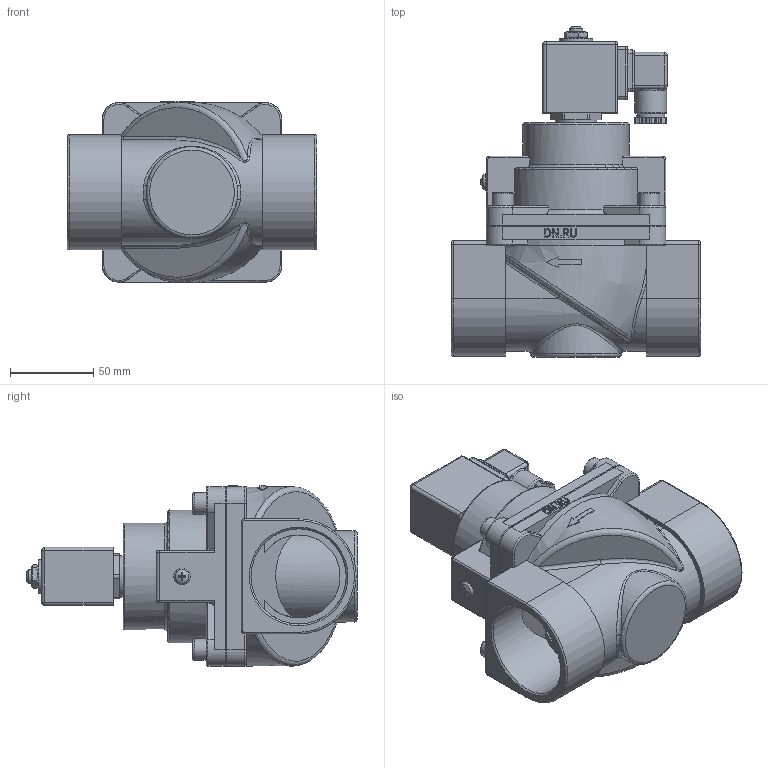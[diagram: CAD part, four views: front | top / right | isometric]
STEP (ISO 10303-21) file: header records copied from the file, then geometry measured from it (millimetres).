
FILE_DESCRIPTION(/* description */ (''),/* implementation_level */ '2;1');
FILE_NAME(/* name */ 'DN50_3D_STEP.stp',/* time_stamp */ '2025-11-21T00:41:19+03:00',/* author */ ('igorr'),/* organization */ (''),/* preprocessor_version */ 'ST-DEVELOPER v20',/* originating_system */ 'Autodesk Inventor 2025',/* authorisation */ '');
FILE_SCHEMA (('AUTOMOTIVE_DESIGN { 1 0 10303 214 3 1 1 }'));
Length unit declared in the file: millimetre
Products named in the file (6): Сборка1; Деталь1; Деталь2; ISO 4035 - M8; AS 1427 - M5 x 6; AS 1420 - 1973 - M8 x 16
Assembly tree (8 placements, depth 2):
  Сборка1
    Деталь1
    Деталь2
    ISO 4035 - M8
    AS 1427 - M5 x 6
    AS 1420 - 1973 - M8 x 16  x4
Bounding box: 150 x 199 x 108.5 mm (x, y, z)
Volume: 1087755.2 mm3; surface area: 114583 mm2
Topology: 8 solids, 9 shells, 538 faces, 1340 edges, 850 vertices
Faces by surface type: plane 233, cylinder 160, bspline 62, torus 49, cone 27, sphere 7
Full cylindrical faces by diameter (mm): 4.51 x1, 5 x1, 6 x1, 6.647 x1, 8 x5, 10 x4, 12 x1, 13 x4, 17 x1, 19 x1, 20 x1, 25 x1, 57.29 x2, 64 x1
Entity records: 17261 total; most frequent: CARTESIAN_POINT 5041, ORIENTED_EDGE 2460, DIRECTION 2370, EDGE_CURVE 1230, AXIS2_PLACEMENT_3D 889, VERTEX_POINT 778, LINE 592, VECTOR 592
